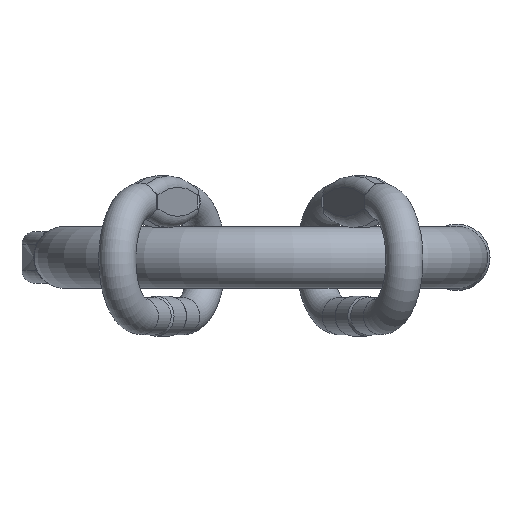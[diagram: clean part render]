
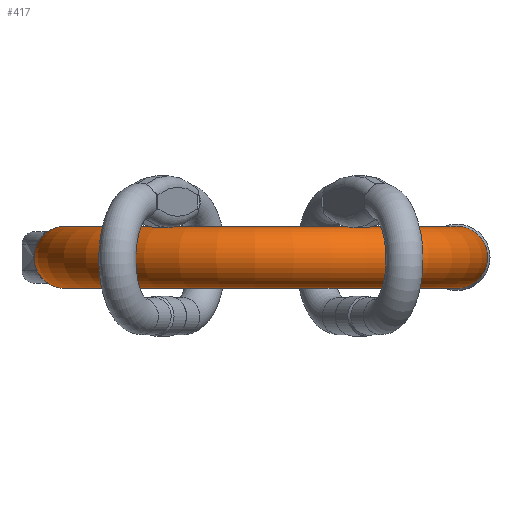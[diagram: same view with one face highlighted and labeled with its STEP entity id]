
A CAD part, front view. The second image highlights one B-rep face of the part: STEP entity #417.
In plain terms, the highlighted toroidal (fillet/blend) face has major radius 190 mm and minor radius 30 mm.
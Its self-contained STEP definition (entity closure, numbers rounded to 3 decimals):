
#417=ADVANCED_FACE('',(#730,#731),#519,.T.);
#519=TOROIDAL_SURFACE('',#2271,190.,30.);
#730=FACE_BOUND('',#804,.T.);
#731=FACE_BOUND('',#805,.T.);
#804=EDGE_LOOP('',(#1130));
#805=EDGE_LOOP('',(#1131));
#1130=ORIENTED_EDGE('',*,*,#1889,.T.);
#1131=ORIENTED_EDGE('',*,*,#1890,.F.);
#1649=VERTEX_POINT('',#3518);
#1650=VERTEX_POINT('',#3521);
#1889=EDGE_CURVE('',#1649,#1649,#2121,.T.);
#1890=EDGE_CURVE('',#1650,#1650,#2122,.T.);
#2121=CIRCLE('',#2262,30.);
#2122=CIRCLE('',#2264,30.);
#2262=AXIS2_PLACEMENT_3D('',#3517,#2550,#2551);
#2264=AXIS2_PLACEMENT_3D('',#3520,#2554,#2555);
#2271=AXIS2_PLACEMENT_3D('',#3531,#2568,#2569);
#2550=DIRECTION('',(0.,-1.,0.));
#2551=DIRECTION('',(1.,0.,0.));
#2554=DIRECTION('',(0.,1.,0.));
#2555=DIRECTION('',(-1.,0.,0.));
#2568=DIRECTION('',(0.,0.,1.));
#2569=DIRECTION('',(1.,0.,0.));
#3517=CARTESIAN_POINT('',(-190.,-240.,0.));
#3518=CARTESIAN_POINT('',(-160.,-240.,0.));
#3520=CARTESIAN_POINT('',(190.,-240.,0.));
#3521=CARTESIAN_POINT('',(160.,-240.,0.));
#3531=CARTESIAN_POINT('',(0.,-240.,0.));
